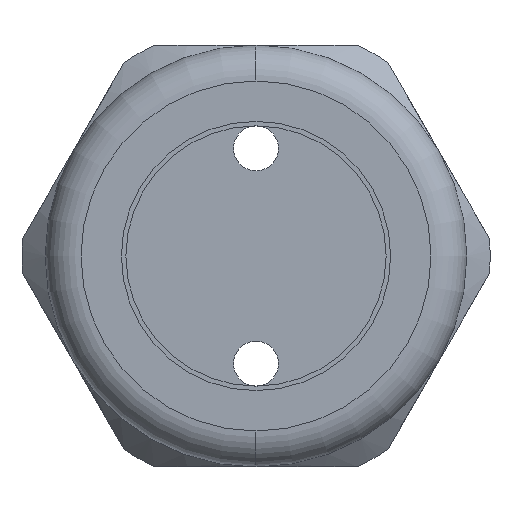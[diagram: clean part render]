
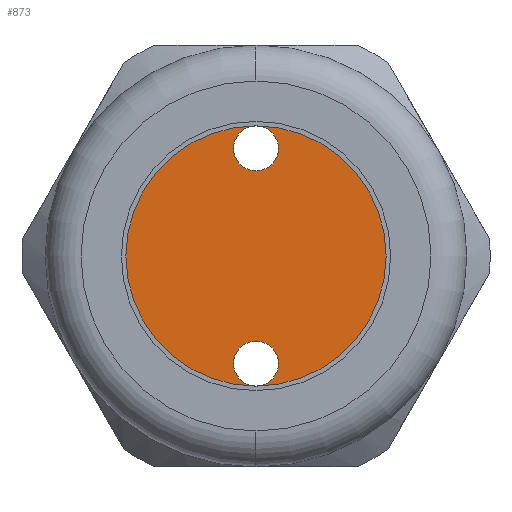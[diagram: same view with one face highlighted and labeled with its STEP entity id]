
A CAD part, left-side view. The second image highlights one B-rep face of the part: STEP entity #873.
In plain terms, the highlighted planar face has unit normal (-1, 0, 0).
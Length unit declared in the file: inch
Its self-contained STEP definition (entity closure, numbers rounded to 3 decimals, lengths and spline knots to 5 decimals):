
#870 = EDGE_CURVE ( 'NONE', #1055, #1054, #2829, .T. ) ;
#873 = ADVANCED_FACE ( 'NONE', ( #2825, #2824, #2823 ), #2822, .T. ) ;
#874 = EDGE_LOOP ( 'NONE', ( #875, #877 ) ) ;
#875 = ORIENTED_EDGE ( 'NONE', *, *, #876, .F. ) ;
#876 = EDGE_CURVE ( 'NONE', #1017, #992, #2881, .T. ) ;
#877 = ORIENTED_EDGE ( 'NONE', *, *, #1016, .F. ) ;
#878 = EDGE_LOOP ( 'NONE', ( #879, #924 ) ) ;
#879 = ORIENTED_EDGE ( 'NONE', *, *, #880, .F. ) ;
#880 = EDGE_CURVE ( 'NONE', #1047, #949, #2876, .T. ) ;
#924 = ORIENTED_EDGE ( 'NONE', *, *, #1046, .F. ) ;
#925 = EDGE_LOOP ( 'NONE', ( #926, #927 ) ) ;
#926 = ORIENTED_EDGE ( 'NONE', *, *, #870, .T. ) ;
#927 = ORIENTED_EDGE ( 'NONE', *, *, #1053, .T. ) ;
#949 = VERTEX_POINT ( 'NONE', #2973 ) ;
#992 = VERTEX_POINT ( 'NONE', #3025 ) ;
#1016 = EDGE_CURVE ( 'NONE', #992, #1017, #3106, .T. ) ;
#1017 = VERTEX_POINT ( 'NONE', #3101 ) ;
#1046 = EDGE_CURVE ( 'NONE', #949, #1047, #3123, .T. ) ;
#1047 = VERTEX_POINT ( 'NONE', #3119 ) ;
#1053 = EDGE_CURVE ( 'NONE', #1054, #1055, #3112, .T. ) ;
#1054 = VERTEX_POINT ( 'NONE', #3164 ) ;
#1055 = VERTEX_POINT ( 'NONE', #3163 ) ;
#2819 = DIRECTION ( 'NONE',  ( -1., 0., 0. ) ) ;
#2820 = CARTESIAN_POINT ( 'NONE',  ( -1.35, 0., 0. ) ) ;
#2821 = AXIS2_PLACEMENT_3D ( 'NONE', #2820, #2819, #2882 ) ;
#2822 = PLANE ( 'NONE',  #2821 ) ;
#2823 = FACE_OUTER_BOUND ( 'NONE', #925, .T. ) ;
#2824 = FACE_BOUND ( 'NONE', #878, .T. ) ;
#2825 = FACE_BOUND ( 'NONE', #874, .T. ) ;
#2826 = DIRECTION ( 'NONE',  ( 0., 0., 1. ) ) ;
#2827 = DIRECTION ( 'NONE',  ( -1., 0., 0. ) ) ;
#2828 = AXIS2_PLACEMENT_3D ( 'NONE', #2834, #2827, #2826 ) ;
#2829 = CIRCLE ( 'NONE', #2828, 0.29 ) ;
#2834 = CARTESIAN_POINT ( 'NONE',  ( -1.35, 0., 0. ) ) ;
#2872 = DIRECTION ( 'NONE',  ( 0., 0., 1. ) ) ;
#2873 = DIRECTION ( 'NONE',  ( -1., 0., 0. ) ) ;
#2874 = CARTESIAN_POINT ( 'NONE',  ( -1.35, 0., -0.2398 ) ) ;
#2875 = AXIS2_PLACEMENT_3D ( 'NONE', #2874, #2873, #2872 ) ;
#2876 = CIRCLE ( 'NONE', #2875, 0.05 ) ;
#2877 = DIRECTION ( 'NONE',  ( 0., 0., -1. ) ) ;
#2878 = DIRECTION ( 'NONE',  ( -1., 0., 0. ) ) ;
#2879 = CARTESIAN_POINT ( 'NONE',  ( -1.35, 0., 0.2398 ) ) ;
#2880 = AXIS2_PLACEMENT_3D ( 'NONE', #2879, #2878, #2877 ) ;
#2881 = CIRCLE ( 'NONE', #2880, 0.05 ) ;
#2882 = DIRECTION ( 'NONE',  ( 0., 0., 1. ) ) ;
#2973 = CARTESIAN_POINT ( 'NONE',  ( -1.35, 0., -0.2898 ) ) ;
#3025 = CARTESIAN_POINT ( 'NONE',  ( -1.35, 0., 0.1898 ) ) ;
#3101 = CARTESIAN_POINT ( 'NONE',  ( -1.35, 0., 0.2898 ) ) ;
#3102 = DIRECTION ( 'NONE',  ( 0., 0., -1. ) ) ;
#3103 = DIRECTION ( 'NONE',  ( -1., 0., 0. ) ) ;
#3104 = CARTESIAN_POINT ( 'NONE',  ( -1.35, 0., 0.2398 ) ) ;
#3105 = AXIS2_PLACEMENT_3D ( 'NONE', #3104, #3103, #3102 ) ;
#3106 = CIRCLE ( 'NONE', #3105, 0.05 ) ;
#3107 = AXIS2_PLACEMENT_3D ( 'NONE', #3167, #3166, #3165 ) ;
#3112 = CIRCLE ( 'NONE', #3107, 0.29 ) ;
#3119 = CARTESIAN_POINT ( 'NONE',  ( -1.35, 0., -0.1898 ) ) ;
#3120 = DIRECTION ( 'NONE',  ( 0., 0., 1. ) ) ;
#3121 = DIRECTION ( 'NONE',  ( -1., 0., 0. ) ) ;
#3122 = AXIS2_PLACEMENT_3D ( 'NONE', #3129, #3121, #3120 ) ;
#3123 = CIRCLE ( 'NONE', #3122, 0.05 ) ;
#3129 = CARTESIAN_POINT ( 'NONE',  ( -1.35, 0., -0.2398 ) ) ;
#3163 = CARTESIAN_POINT ( 'NONE',  ( -1.35, 0., 0.29 ) ) ;
#3164 = CARTESIAN_POINT ( 'NONE',  ( -1.35, 0., -0.29 ) ) ;
#3165 = DIRECTION ( 'NONE',  ( 0., 0., 1. ) ) ;
#3166 = DIRECTION ( 'NONE',  ( -1., 0., 0. ) ) ;
#3167 = CARTESIAN_POINT ( 'NONE',  ( -1.35, 0., 0. ) ) ;
